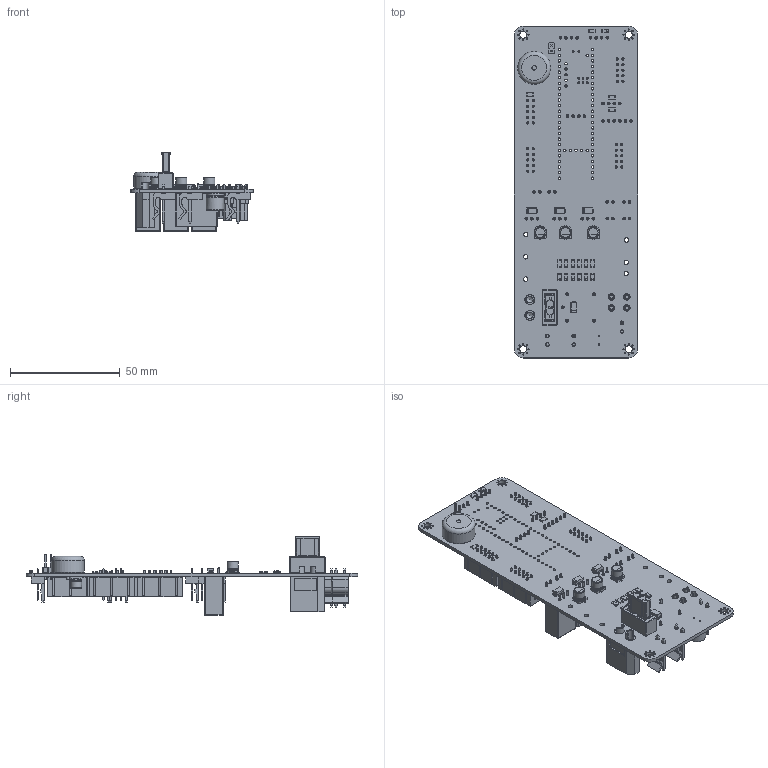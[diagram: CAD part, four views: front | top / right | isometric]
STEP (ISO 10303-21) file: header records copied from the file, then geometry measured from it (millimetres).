
FILE_DESCRIPTION(('KiCad electronic assembly'),'2;1');
FILE_NAME('mainBoard-2025.step','2024-09-22T20:31:23',('Pcbnew'),( 'Kicad'),'Open CASCADE STEP processor 7.6','KiCad to STEP converter' ,'Unknown');
FILE_SCHEMA(('AUTOMOTIVE_DESIGN { 1 0 10303 214 1 1 1 1 }'));
Length unit declared in the file: millimetre
Products named in the file (38): mainBoard-2025 1; CP_Elec_5x5.4; CP_Elec_5x54; D_SMA; R_1206_3216Metric; LED_1206_3216Metric; PinHeader_1x02_P2.54mm_Vertical; PinHeader_1x02_P254mm_Vertical; Buzzer_15x7.5RM7.6; Buzzer_15x75RM76; Fuseholder_Blade_Mini_Keystone_3568; A_Keystone_3568; Fuse - mini 3A; Pojistka - mini 3A v2; Converter_DCDC_RECOM_R-78B-2.0_THT; IDC-Header_2x05_P2.54mm_Vertical; IDC_Header_2x05_P254mm_Vertical; Molex_KK-254_AE-6410-04A_1x04_P2.54mm_Vertical; Molex_AE_6410_04A; Molex_KK-254_AE-6410-02A_1x02_P2.54mm_Vertical; Molex_AE_6410_02A; CP_Radial_D8.0mm_P3.80mm; CP_Radial_D80mm_P380mm; XT30_Female; LinkGroup; Molex_KK-396_A-41791-0002_1x02_P3.96mm_Vertical; 09-65-2028_1; Molex_KK-254_AE-6410-06A_1x06_P2.54mm_Vertical; Molex_AE_6410_06A; Relay_SPDT_Finder_36.11; Relay_SPDT_Finder_3611; AMASS_XT60-M_1x02_P7.2mm_Vertical; XT60 male v9; MainBoard-2025_PCB
Assembly tree (76 placements, depth 3):
  mainBoard-2025 1
    CP_Elec_5x5.4  x4
      CP_Elec_5x54
    D_SMA  x4
      D_SMA
    R_1206_3216Metric  x12
      R_1206_3216Metric
    LED_1206_3216Metric  x7
      LED_1206_3216Metric
    PinHeader_1x02_P2.54mm_Vertical
      PinHeader_1x02_P254mm_Vertical
    Buzzer_15x7.5RM7.6
      Buzzer_15x75RM76
    Fuseholder_Blade_Mini_Keystone_3568
      A_Keystone_3568
    Fuse - mini 3A
      Pojistka - mini 3A v2
    Converter_DCDC_RECOM_R-78B-2.0_THT  x3
      Converter_DCDC_RECOM_R-78B-2.0_THT
    IDC-Header_2x05_P2.54mm_Vertical  x4
      IDC_Header_2x05_P254mm_Vertical
    Molex_KK-254_AE-6410-04A_1x04_P2.54mm_Vertical  x4
      Molex_AE_6410_04A
    Molex_KK-254_AE-6410-02A_1x02_P2.54mm_Vertical  x6
      Molex_AE_6410_02A
    CP_Radial_D8.0mm_P3.80mm
      CP_Radial_D80mm_P380mm
    XT30_Female  x2
      LinkGroup
    Molex_KK-396_A-41791-0002_1x02_P3.96mm_Vertical  x3
      09-65-2028_1
    Molex_KK-254_AE-6410-06A_1x06_P2.54mm_Vertical
      Molex_AE_6410_06A
    Relay_SPDT_Finder_36.11
      Relay_SPDT_Finder_3611
    AMASS_XT60-M_1x02_P7.2mm_Vertical
      XT60 male v9
    MainBoard-2025_PCB
Bounding box: 56 x 151 x 35.8 mm (x, y, z)
Volume: 33663.3 mm3; surface area: 42011.5 mm2
Topology: 61 solids, 62 shells, 4324 faces, 10987 edges, 6984 vertices
Faces by surface type: plane 3316, cylinder 816, bspline 95, torus 43, sphere 32, cone 12, revolution 10
Full cylindrical faces by diameter (mm): 0.5 x34, 0.64 x9, 0.8 x10, 0.9 x2, 1 x68, 1.1 x59, 1.19 x34, 1.2 x9, 1.3 x5, 1.7 x6, 1.78 x4, 2 x7, 3 x6, 3.2 x4, 4.3 x4, 4.5 x2, 5 x8, 6 x2, 15 x1
Entity records: 66698 total; most frequent: CARTESIAN_POINT 12541, ORIENTED_EDGE 9440, DIRECTION 9337, EDGE_CURVE 4718, LINE 3492, VECTOR 3492, VERTEX_POINT 3035, AXIS2_PLACEMENT_3D 2919
